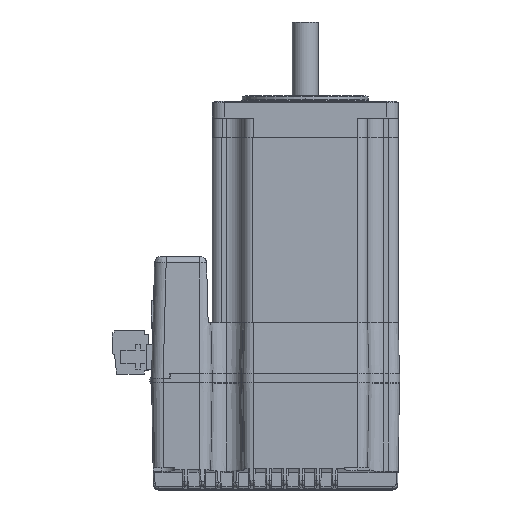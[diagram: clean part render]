
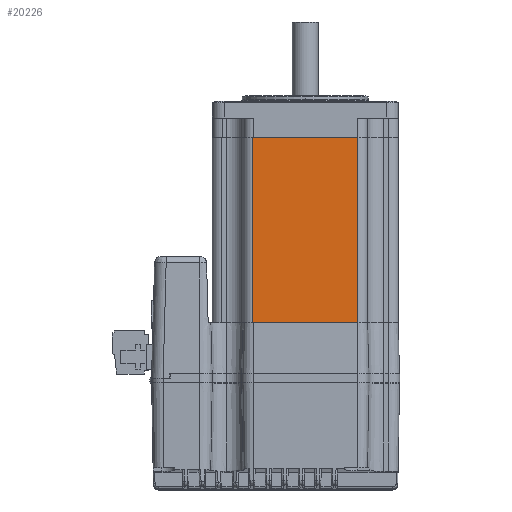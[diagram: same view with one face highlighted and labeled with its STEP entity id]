
A CAD part, top view. The second image highlights one B-rep face of the part: STEP entity #20226.
In plain terms, the highlighted planar face has unit normal (0, 0, 1).
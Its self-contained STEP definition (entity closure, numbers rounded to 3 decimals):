
#10061=DIRECTION('',(1.,0.,0.));
#10062=VECTOR('',#10061,31.6);
#10063=CARTESIAN_POINT('',(-15.495,8.023,
33.007));
#10064=LINE('',#10063,#10062);
#13240=DIRECTION('',(0.,-1.,0.));
#13241=VECTOR('',#13240,56.);
#13242=CARTESIAN_POINT('',(16.105,8.023,33.007));
#13243=LINE('',#13242,#13241);
#16492=DIRECTION('',(0.,1.,0.));
#16493=VECTOR('',#16492,56.);
#16494=CARTESIAN_POINT('',(-15.495,-47.977,
33.007));
#16495=LINE('',#16494,#16493);
#16500=DIRECTION('',(1.,0.,0.));
#16501=VECTOR('',#16500,31.6);
#16502=CARTESIAN_POINT('',(-15.495,-47.977,
33.007));
#16503=LINE('',#16502,#16501);
#17756=CARTESIAN_POINT('',(16.105,-47.977,
33.007));
#17758=VERTEX_POINT('',#17756);
#17778=CARTESIAN_POINT('',(-15.495,8.023,
33.007));
#17780=VERTEX_POINT('',#17778);
#17781=CARTESIAN_POINT('',(-15.495,-47.977,
33.007));
#17782=VERTEX_POINT('',#17781);
#17783=CARTESIAN_POINT('',(16.105,8.023,33.007));
#17785=VERTEX_POINT('',#17783);
#20215=CARTESIAN_POINT('',(16.105,-47.977,
33.007));
#20216=DIRECTION('',(0.,0.,-1.));
#20217=DIRECTION('',(0.,1.,0.));
#20218=AXIS2_PLACEMENT_3D('',#20215,#20216,#20217);
#20219=PLANE('',#20218);
#20220=ORIENTED_EDGE('',*,*,#17870,.T.);
#20221=ORIENTED_EDGE('',*,*,#18906,.T.);
#20222=ORIENTED_EDGE('',*,*,#18998,.F.);
#20223=ORIENTED_EDGE('',*,*,#20208,.T.);
#20224=EDGE_LOOP('',(#20220,#20221,#20222,#20223));
#20225=FACE_OUTER_BOUND('',#20224,.F.);
#20226=ADVANCED_FACE('',(#20225),#20219,.F.);
#17870=EDGE_CURVE('',#17780,#17785,#10064,.T.);
#18906=EDGE_CURVE('',#17785,#17758,#13243,.T.);
#18998=EDGE_CURVE('',#17782,#17758,#16503,.T.);
#20208=EDGE_CURVE('',#17782,#17780,#16495,.T.);
